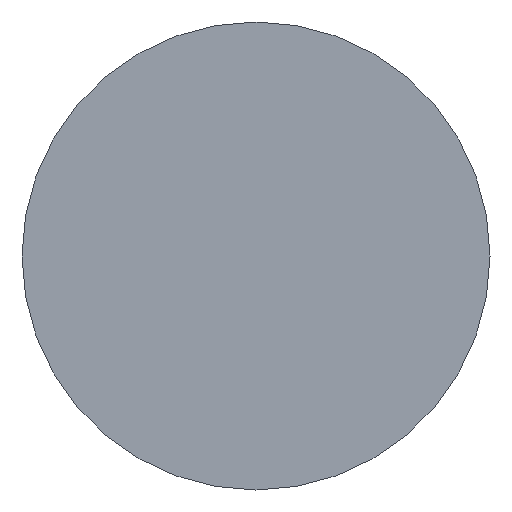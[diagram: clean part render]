
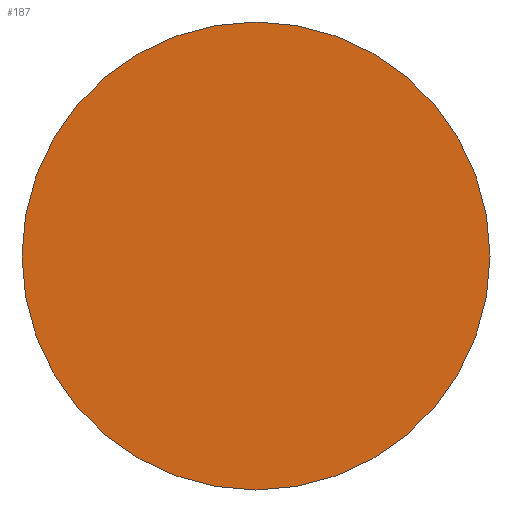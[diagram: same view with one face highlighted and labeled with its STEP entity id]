
A CAD part, front view. The second image highlights one B-rep face of the part: STEP entity #187.
In plain terms, the highlighted planar face has unit normal (0, -1, 0).
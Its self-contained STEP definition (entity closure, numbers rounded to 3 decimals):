
#20=PLANE('',#236);
#32=FACE_OUTER_BOUND('',#45,.T.);
#45=EDGE_LOOP('',(#148));
#75=CIRCLE('',#234,66.);
#91=VERTEX_POINT('',#344);
#110=EDGE_CURVE('',#91,#91,#75,.T.);
#148=ORIENTED_EDGE('',*,*,#110,.T.);
#187=ADVANCED_FACE('',(#32),#20,.T.);
#234=AXIS2_PLACEMENT_3D('',#345,#287,#288);
#236=AXIS2_PLACEMENT_3D('',#347,#291,#292);
#287=DIRECTION('center_axis',(0.,-1.,0.));
#288=DIRECTION('ref_axis',(1.,0.,0.));
#291=DIRECTION('center_axis',(0.,-1.,0.));
#292=DIRECTION('ref_axis',(0.,0.,-1.));
#344=CARTESIAN_POINT('',(0.,0.,66.));
#345=CARTESIAN_POINT('Origin',(0.,0.,
0.));
#347=CARTESIAN_POINT('Origin',(0.,0.,0.));
